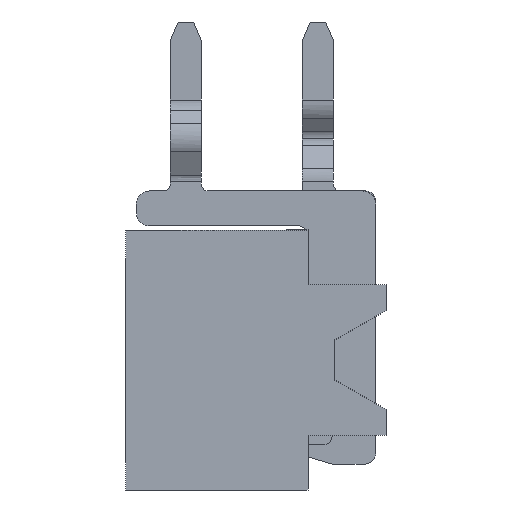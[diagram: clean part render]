
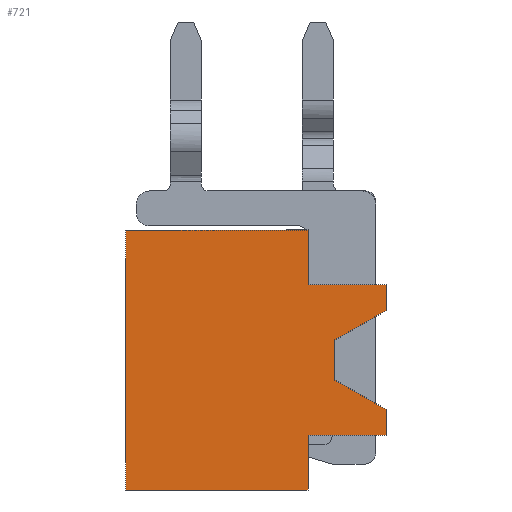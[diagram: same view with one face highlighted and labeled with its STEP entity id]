
A CAD part, left-side view. The second image highlights one B-rep face of the part: STEP entity #721.
In plain terms, the highlighted planar face has unit normal (-1, 0, 0).
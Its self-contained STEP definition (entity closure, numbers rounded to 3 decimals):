
#559=CARTESIAN_POINT('',(0.,1.5,-3.95));
#560=VERTEX_POINT('',#559);
#571=CARTESIAN_POINT('',(0.,0.,-3.95));
#572=VERTEX_POINT('',#571);
#582=CARTESIAN_POINT('',(0.,0.,-3.95));
#583=CARTESIAN_POINT('',(0.,0.3,-3.95));
#584=CARTESIAN_POINT('',(0.,0.6,-3.95));
#585=CARTESIAN_POINT('',(0.,0.9,-3.95));
#586=CARTESIAN_POINT('',(0.,1.2,-3.95));
#587=CARTESIAN_POINT('',(0.,1.5,-3.95));
#588=B_SPLINE_CURVE_WITH_KNOTS('',5,(#582,#583,#584,#585,#586,#587),.UNSPECIFIED.,.F.,.U.,(6,6),(0.,1.5),.UNSPECIFIED.);
#589=EDGE_CURVE('',#572,#560,#588,.T.);
#594=CARTESIAN_POINT('',(0.,2.5,-2.5));
#595=DIRECTION('',(0.,0.,1.));
#596=DIRECTION('',(-1.,0.,0.));
#597=AXIS2_PLACEMENT_3D('',#594,#596,#595);
#598=PLANE('',#597);
#599=CARTESIAN_POINT('',(0.,1.5,0.));
#600=VERTEX_POINT('',#599);
#601=CARTESIAN_POINT('',(0.,5.,0.));
#602=VERTEX_POINT('',#601);
#603=CARTESIAN_POINT('',(0.,1.5,0.));
#604=CARTESIAN_POINT('',(0.,2.2,0.));
#605=CARTESIAN_POINT('',(0.,2.9,0.));
#606=CARTESIAN_POINT('',(0.,3.6,0.));
#607=CARTESIAN_POINT('',(0.,4.3,0.));
#608=CARTESIAN_POINT('',(0.,5.,0.));
#609=B_SPLINE_CURVE_WITH_KNOTS('',5,(#603,#604,#605,#606,#607,#608),.UNSPECIFIED.,.F.,.U.,(6,6),(0.,3.5),.UNSPECIFIED.);
#610=EDGE_CURVE('',#600,#602,#609,.T.);
#611=ORIENTED_EDGE('',*,*,#610,.T.);
#612=CARTESIAN_POINT('',(0.,5.,-5.));
#613=VERTEX_POINT('',#612);
#614=CARTESIAN_POINT('',(0.,5.,0.));
#615=CARTESIAN_POINT('',(0.,5.,-1.));
#616=CARTESIAN_POINT('',(0.,5.,-2.));
#617=CARTESIAN_POINT('',(0.,5.,-3.));
#618=CARTESIAN_POINT('',(0.,5.,-4.));
#619=CARTESIAN_POINT('',(0.,5.,-5.));
#620=B_SPLINE_CURVE_WITH_KNOTS('',5,(#614,#615,#616,#617,#618,#619),.UNSPECIFIED.,.F.,.U.,(6,6),(0.,5.),.UNSPECIFIED.);
#621=EDGE_CURVE('',#602,#613,#620,.T.);
#622=ORIENTED_EDGE('',*,*,#621,.T.);
#623=CARTESIAN_POINT('',(0.,1.5,-5.));
#624=VERTEX_POINT('',#623);
#625=CARTESIAN_POINT('',(0.,5.,-5.));
#626=CARTESIAN_POINT('',(0.,4.3,-5.));
#627=CARTESIAN_POINT('',(0.,3.6,-5.));
#628=CARTESIAN_POINT('',(0.,2.9,-5.));
#629=CARTESIAN_POINT('',(0.,2.2,-5.));
#630=CARTESIAN_POINT('',(0.,1.5,-5.));
#631=B_SPLINE_CURVE_WITH_KNOTS('',5,(#625,#626,#627,#628,#629,#630),.UNSPECIFIED.,.F.,.U.,(6,6),(0.,3.5),.UNSPECIFIED.);
#632=EDGE_CURVE('',#613,#624,#631,.T.);
#633=ORIENTED_EDGE('',*,*,#632,.T.);
#634=CARTESIAN_POINT('',(0.,1.5,-3.95));
#635=CARTESIAN_POINT('',(0.,1.5,-4.16));
#636=CARTESIAN_POINT('',(0.,1.5,-4.37));
#637=CARTESIAN_POINT('',(0.,1.5,-4.58));
#638=CARTESIAN_POINT('',(0.,1.5,-4.79));
#639=CARTESIAN_POINT('',(0.,1.5,-5.));
#640=B_SPLINE_CURVE_WITH_KNOTS('',5,(#634,#635,#636,#637,#638,#639),.UNSPECIFIED.,.F.,.U.,(6,6),(0.,1.05),.UNSPECIFIED.);
#641=EDGE_CURVE('',#560,#624,#640,.T.);
#642=ORIENTED_EDGE('',*,*,#641,.F.);
#643=ORIENTED_EDGE('',*,*,#589,.F.);
#644=CARTESIAN_POINT('',(0.,0.,-3.45));
#645=VERTEX_POINT('',#644);
#646=CARTESIAN_POINT('',(0.,0.,-3.95));
#647=CARTESIAN_POINT('',(0.,0.,-3.85));
#648=CARTESIAN_POINT('',(0.,0.,-3.75));
#649=CARTESIAN_POINT('',(0.,0.,-3.65));
#650=CARTESIAN_POINT('',(0.,0.,-3.55));
#651=CARTESIAN_POINT('',(0.,0.,-3.45));
#652=B_SPLINE_CURVE_WITH_KNOTS('',5,(#646,#647,#648,#649,#650,#651),.UNSPECIFIED.,.F.,.U.,(6,6),(0.,0.5),.UNSPECIFIED.);
#653=EDGE_CURVE('',#572,#645,#652,.T.);
#654=ORIENTED_EDGE('',*,*,#653,.T.);
#655=CARTESIAN_POINT('',(0.,1.,-2.875));
#656=VERTEX_POINT('',#655);
#657=CARTESIAN_POINT('',(0.,0.,-3.45));
#658=CARTESIAN_POINT('',(0.,0.2,-3.335));
#659=CARTESIAN_POINT('',(0.,0.4,-3.22));
#660=CARTESIAN_POINT('',(0.,0.6,-3.105));
#661=CARTESIAN_POINT('',(0.,0.8,-2.99));
#662=CARTESIAN_POINT('',(0.,1.,-2.875));
#663=B_SPLINE_CURVE_WITH_KNOTS('',5,(#657,#658,#659,#660,#661,#662),.UNSPECIFIED.,.F.,.U.,(6,6),(0.,1.154),.UNSPECIFIED.);
#664=EDGE_CURVE('',#645,#656,#663,.T.);
#665=ORIENTED_EDGE('',*,*,#664,.T.);
#666=CARTESIAN_POINT('',(0.,1.,-2.125));
#667=VERTEX_POINT('',#666);
#668=CARTESIAN_POINT('',(0.,1.,-2.875));
#669=CARTESIAN_POINT('',(0.,1.,-2.725));
#670=CARTESIAN_POINT('',(0.,1.,-2.575));
#671=CARTESIAN_POINT('',(0.,1.,-2.425));
#672=CARTESIAN_POINT('',(0.,1.,-2.275));
#673=CARTESIAN_POINT('',(0.,1.,-2.125));
#674=B_SPLINE_CURVE_WITH_KNOTS('',5,(#668,#669,#670,#671,#672,#673),.UNSPECIFIED.,.F.,.U.,(6,6),(0.,0.75),.UNSPECIFIED.);
#675=EDGE_CURVE('',#656,#667,#674,.T.);
#676=ORIENTED_EDGE('',*,*,#675,.T.);
#677=CARTESIAN_POINT('',(0.,0.,-1.55));
#678=VERTEX_POINT('',#677);
#679=CARTESIAN_POINT('',(0.,1.,-2.125));
#680=CARTESIAN_POINT('',(0.,0.8,-2.01));
#681=CARTESIAN_POINT('',(0.,0.6,-1.895));
#682=CARTESIAN_POINT('',(0.,0.4,-1.78));
#683=CARTESIAN_POINT('',(0.,0.2,-1.665));
#684=CARTESIAN_POINT('',(0.,0.,-1.55));
#685=B_SPLINE_CURVE_WITH_KNOTS('',5,(#679,#680,#681,#682,#683,#684),.UNSPECIFIED.,.F.,.U.,(6,6),(0.,1.154),.UNSPECIFIED.);
#686=EDGE_CURVE('',#667,#678,#685,.T.);
#687=ORIENTED_EDGE('',*,*,#686,.T.);
#688=CARTESIAN_POINT('',(0.,0.,-1.05));
#689=VERTEX_POINT('',#688);
#690=CARTESIAN_POINT('',(0.,0.,-1.55));
#691=CARTESIAN_POINT('',(0.,0.,-1.45));
#692=CARTESIAN_POINT('',(0.,0.,-1.35));
#693=CARTESIAN_POINT('',(0.,0.,-1.25));
#694=CARTESIAN_POINT('',(0.,0.,-1.15));
#695=CARTESIAN_POINT('',(0.,0.,-1.05));
#696=B_SPLINE_CURVE_WITH_KNOTS('',5,(#690,#691,#692,#693,#694,#695),.UNSPECIFIED.,.F.,.U.,(6,6),(0.,0.5),.UNSPECIFIED.);
#697=EDGE_CURVE('',#678,#689,#696,.T.);
#698=ORIENTED_EDGE('',*,*,#697,.T.);
#699=CARTESIAN_POINT('',(0.,1.5,-1.05));
#700=VERTEX_POINT('',#699);
#701=CARTESIAN_POINT('',(0.,0.,-1.05));
#702=CARTESIAN_POINT('',(0.,0.3,-1.05));
#703=CARTESIAN_POINT('',(0.,0.6,-1.05));
#704=CARTESIAN_POINT('',(0.,0.9,-1.05));
#705=CARTESIAN_POINT('',(0.,1.2,-1.05));
#706=CARTESIAN_POINT('',(0.,1.5,-1.05));
#707=B_SPLINE_CURVE_WITH_KNOTS('',5,(#701,#702,#703,#704,#705,#706),.UNSPECIFIED.,.F.,.U.,(6,6),(0.,1.5),.UNSPECIFIED.);
#708=EDGE_CURVE('',#689,#700,#707,.T.);
#709=ORIENTED_EDGE('',*,*,#708,.T.);
#710=CARTESIAN_POINT('',(0.,1.5,0.));
#711=CARTESIAN_POINT('',(0.,1.5,-0.21));
#712=CARTESIAN_POINT('',(0.,1.5,-0.42));
#713=CARTESIAN_POINT('',(0.,1.5,-0.63));
#714=CARTESIAN_POINT('',(0.,1.5,-0.84));
#715=CARTESIAN_POINT('',(0.,1.5,-1.05));
#716=B_SPLINE_CURVE_WITH_KNOTS('',5,(#710,#711,#712,#713,#714,#715),.UNSPECIFIED.,.F.,.U.,(6,6),(0.,1.05),.UNSPECIFIED.);
#717=EDGE_CURVE('',#600,#700,#716,.T.);
#718=ORIENTED_EDGE('',*,*,#717,.F.);
#719=EDGE_LOOP('',(#611,#622,#633,#642,#643,#654,#665,#676,#687,#698,#709,#718));
#720=FACE_OUTER_BOUND('',#719,.T.);
#721=ADVANCED_FACE('',(#720),#598,.T.);
